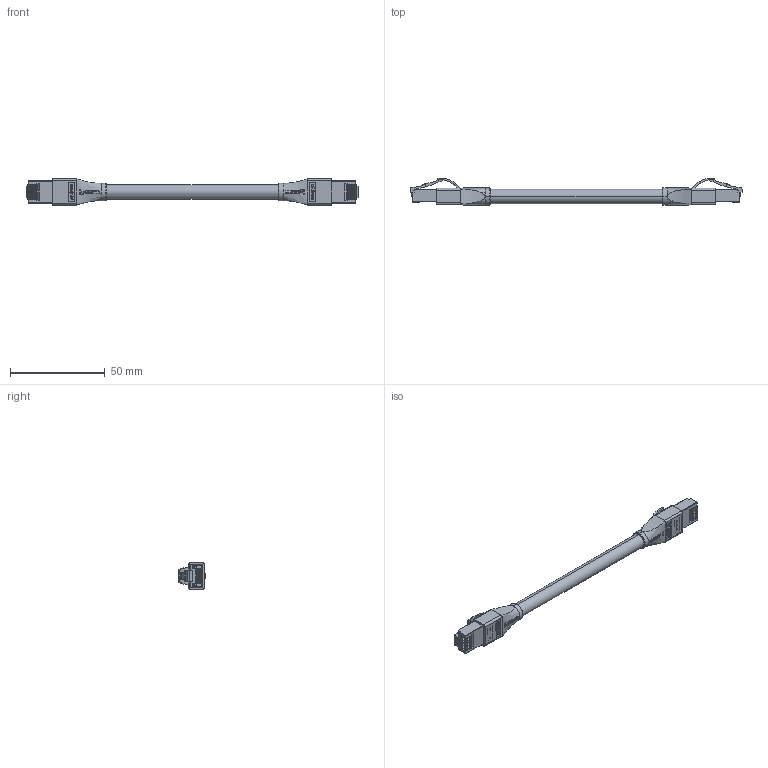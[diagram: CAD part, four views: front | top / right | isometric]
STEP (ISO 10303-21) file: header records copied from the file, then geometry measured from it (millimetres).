
FILE_DESCRIPTION (( 'STEP AP214' ), '1' );
FILE_NAME ('TRD524O-BLK_3D.STEP', '2021-06-10T18:40:10', ( '' ), ( '' ), 'SwSTEP 2.0', 'SolidWorks 2020', '' );
FILE_SCHEMA (( 'AUTOMOTIVE_DESIGN' ));
Length unit declared in the file: inch
Products named in the file (9): 1AD01-026-MA3___; 1AD01-026-MA2___; 1AD01-032; 1AD01-026-MA4___; 1AD01-033-MA1___; 1AL03-103_LENGTH=130MM; 1AY01-355_NEW LOGO, 7.0mm entry; TRD524O-BLK_3D; 1AD01-032-MA2
Assembly tree (16 placements, depth 3):
  TRD524O-BLK_3D
    1AL03-103_LENGTH=130MM
    1AD01-032  x2
      1AD01-033-MA1___
      1AD01-026-MA3___
      1AD01-026-MA4___
      1AD01-026-MA2___
      1AD01-032-MA2
    1AY01-355_NEW LOGO, 7.0mm entry  x2
Bounding box: 174.94 x 14.43 x 13.83 mm (x, y, z)
Volume: 10826.9 mm3; surface area: 13272.7 mm2
Topology: 41 solids, 41 shells, 2074 faces, 5626 edges, 3624 vertices
Faces by surface type: plane 1514, cylinder 324, bspline 212, sphere 16, torus 8
Entity records: 28552 total; most frequent: CARTESIAN_POINT 9732, ORIENTED_EDGE 4140, DIRECTION 3181, EDGE_CURVE 2070, VECTOR 1441, LINE 1441, VERTEX_POINT 1346, AXIS2_PLACEMENT_3D 870
